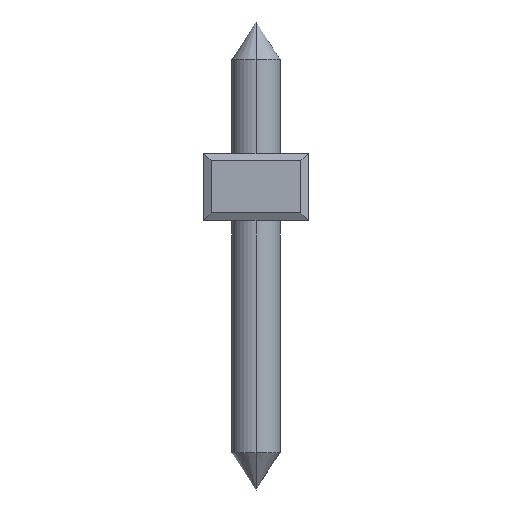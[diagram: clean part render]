
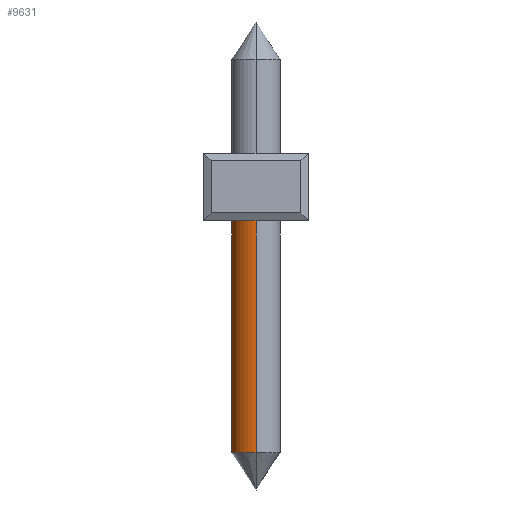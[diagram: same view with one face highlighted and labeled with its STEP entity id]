
A CAD part, front view. The second image highlights one B-rep face of the part: STEP entity #9631.
In plain terms, the highlighted cylindrical face has radius 0.65 mm (diameter 1.3 mm), a partial arc.
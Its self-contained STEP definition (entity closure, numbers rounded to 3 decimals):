
#2565=CARTESIAN_POINT('',(1.4,-87.5,0.2));
#2566=DIRECTION('',(0.,0.,1.));
#2567=DIRECTION('',(0.,1.,0.));
#2568=AXIS2_PLACEMENT_3D('',#2565,#2566,#2567);
#2575=CARTESIAN_POINT('',(1.4,-87.5,-6.2));
#2576=DIRECTION('',(0.,0.,1.));
#2577=DIRECTION('',(0.,1.,0.));
#2578=AXIS2_PLACEMENT_3D('',#2575,#2576,#2577);
#2580=DIRECTION('',(0.,0.,1.));
#2581=VECTOR('',#2580,6.4);
#2582=CARTESIAN_POINT('',(1.4,-86.85,-6.2));
#2583=LINE('',#2582,#2581);
#2589=DIRECTION('',(0.,0.,1.));
#2590=VECTOR('',#2589,6.4);
#2591=CARTESIAN_POINT('',(1.4,-88.15,-6.2));
#2592=LINE('',#2591,#2590);
#6854=CARTESIAN_POINT('',(1.4,-86.85,-6.2));
#6856=VERTEX_POINT('',#6854);
#6861=CARTESIAN_POINT('',(1.4,-88.15,-6.2));
#6862=VERTEX_POINT('',#6861);
#6865=CARTESIAN_POINT('',(1.4,-86.85,0.2));
#6866=CARTESIAN_POINT('',(1.4,-88.15,0.2));
#6867=VERTEX_POINT('',#6865);
#6868=VERTEX_POINT('',#6866);
#9617=CARTESIAN_POINT('',(1.4,-87.5,-7.825));
#9618=DIRECTION('',(0.,0.,1.));
#9619=DIRECTION('',(0.,1.,0.));
#9620=AXIS2_PLACEMENT_3D('',#9617,#9618,#9619);
#9621=CYLINDRICAL_SURFACE('',#9620,0.65);
#9622=ORIENTED_EDGE('',*,*,#9598,.T.);
#9624=ORIENTED_EDGE('',*,*,#9623,.F.);
#9626=ORIENTED_EDGE('',*,*,#9625,.F.);
#9628=ORIENTED_EDGE('',*,*,#9627,.T.);
#9629=EDGE_LOOP('',(#9622,#9624,#9626,#9628));
#9630=FACE_OUTER_BOUND('',#9629,.F.);
#9631=ADVANCED_FACE('',(#9630),#9621,.T.);
#2569=CIRCLE('',#2568,0.65);
#2579=CIRCLE('',#2578,0.65);
#9598=EDGE_CURVE('',#6867,#6868,#2569,.T.);
#9623=EDGE_CURVE('',#6862,#6868,#2592,.T.);
#9625=EDGE_CURVE('',#6856,#6862,#2579,.T.);
#9627=EDGE_CURVE('',#6856,#6867,#2583,.T.);
